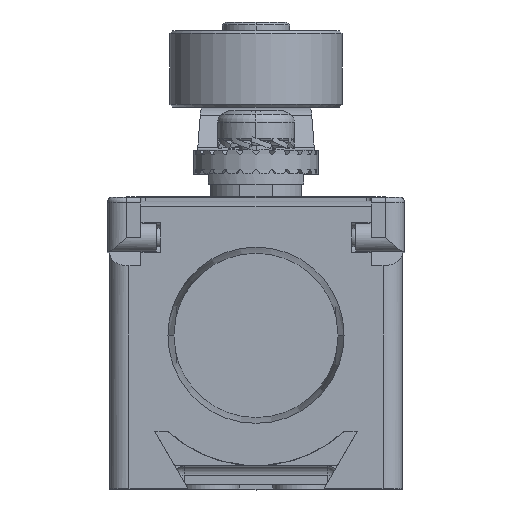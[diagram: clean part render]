
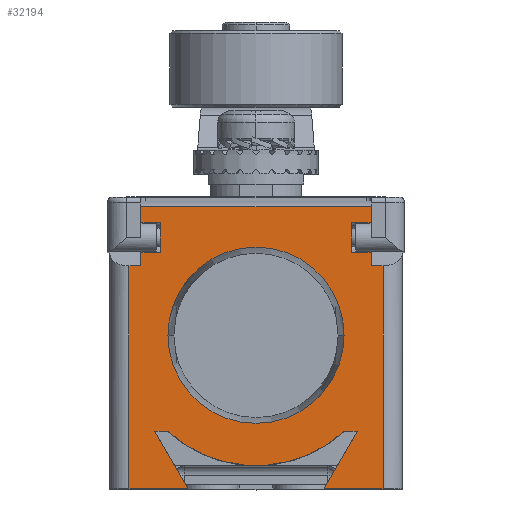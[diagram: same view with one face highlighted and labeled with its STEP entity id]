
A CAD part, top view. The second image highlights one B-rep face of the part: STEP entity #32194.
In plain terms, the highlighted planar face has unit normal (0, 0, 1).
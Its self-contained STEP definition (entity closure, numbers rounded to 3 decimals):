
#6666=CARTESIAN_POINT('',(13.25,13.256,62.));
#6955=DIRECTION('',(-1.,0.,0.));
#6956=VECTOR('',#6955,24.);
#6957=CARTESIAN_POINT('',(12.,19.431,62.));
#6958=LINE('',#6957,#6956);
#7209=DIRECTION('',(1.,0.,0.));
#7210=VECTOR('',#7209,2.);
#7211=CARTESIAN_POINT('',(10.,17.75,62.));
#7212=LINE('',#7211,#7210);
#7227=DIRECTION('',(0.,1.,0.));
#7228=VECTOR('',#7227,3.1);
#7229=CARTESIAN_POINT('',(10.,14.65,62.));
#7230=LINE('',#7229,#7228);
#7241=DIRECTION('',(-1.,0.,0.));
#7242=VECTOR('',#7241,2.);
#7243=CARTESIAN_POINT('',(12.,14.65,62.));
#7244=LINE('',#7243,#7242);
#7245=DIRECTION('',(0.,1.,0.));
#7246=VECTOR('',#7245,1.394);
#7247=CARTESIAN_POINT('',(12.,13.256,62.));
#7248=LINE('',#7247,#7246);
#7262=DIRECTION('',(0.5,-0.866,0.));
#7263=VECTOR('',#7262,6.928);
#7264=CARTESIAN_POINT('',(-10.564,-4.,62.));
#7265=LINE('',#7264,#7263);
#7266=DIRECTION('',(-1.,0.,0.));
#7267=VECTOR('',#7266,6.15);
#7268=CARTESIAN_POINT('',(-7.1,-10.,62.));
#7269=LINE('',#7268,#7267);
#7270=DIRECTION('',(0.,1.,0.));
#7271=VECTOR('',#7270,1.394);
#7272=CARTESIAN_POINT('',(-12.,13.256,62.));
#7273=LINE('',#7272,#7271);
#7274=DIRECTION('',(0.,1.,0.));
#7275=VECTOR('',#7274,1.681);
#7276=CARTESIAN_POINT('',(-12.,17.75,62.));
#7277=LINE('',#7276,#7275);
#7278=DIRECTION('',(1.,0.,0.));
#7279=VECTOR('',#7278,1.25);
#7280=CARTESIAN_POINT('',(12.,13.256,62.));
#7281=LINE('',#7280,#7279);
#7282=DIRECTION('',(-1.,0.,0.));
#7283=VECTOR('',#7282,6.15);
#7284=CARTESIAN_POINT('',(13.25,-10.,62.));
#7285=LINE('',#7284,#7283);
#7286=DIRECTION('',(0.5,0.866,0.));
#7287=VECTOR('',#7286,6.928);
#7288=CARTESIAN_POINT('',(7.1,-10.,62.));
#7289=LINE('',#7288,#7287);
#7290=CARTESIAN_POINT('',(0.,6.,62.));
#7291=DIRECTION('',(0.,0.,-1.));
#7292=DIRECTION('',(0.678,-0.735,0.));
#7293=AXIS2_PLACEMENT_3D('',#7290,#7291,#7292);
#7295=CARTESIAN_POINT('',(0.,6.,62.));
#7296=DIRECTION('',(0.,0.,1.));
#7297=DIRECTION('',(1.,0.,0.));
#7298=AXIS2_PLACEMENT_3D('',#7295,#7296,#7297);
#7304=CARTESIAN_POINT('',(0.,6.,62.));
#7305=DIRECTION('',(0.,0.,1.));
#7306=DIRECTION('',(-1.,0.,0.));
#7307=AXIS2_PLACEMENT_3D('',#7304,#7305,#7306);
#7341=DIRECTION('',(1.,0.,0.));
#7342=VECTOR('',#7341,1.347);
#7343=CARTESIAN_POINT('',(-10.564,-4.,62.));
#7344=LINE('',#7343,#7342);
#8212=DIRECTION('',(1.,0.,0.));
#8213=VECTOR('',#8212,2.);
#8214=CARTESIAN_POINT('',(-12.,17.75,62.));
#8215=LINE('',#8214,#8213);
#8230=DIRECTION('',(0.,-1.,0.));
#8231=VECTOR('',#8230,3.1);
#8232=CARTESIAN_POINT('',(-10.,17.75,62.));
#8233=LINE('',#8232,#8231);
#8252=DIRECTION('',(-1.,0.,0.));
#8253=VECTOR('',#8252,2.);
#8254=CARTESIAN_POINT('',(-10.,14.65,62.));
#8255=LINE('',#8254,#8253);
#8269=DIRECTION('',(-1.,0.,0.));
#8270=VECTOR('',#8269,1.25);
#8271=CARTESIAN_POINT('',(-12.,13.256,62.));
#8272=LINE('',#8271,#8270);
#8335=DIRECTION('',(0.,-1.,0.));
#8336=VECTOR('',#8335,23.256);
#8337=CARTESIAN_POINT('',(-13.25,13.256,62.));
#8338=LINE('',#8337,#8336);
#9707=DIRECTION('',(1.,0.,0.));
#9708=VECTOR('',#9707,1.347);
#9709=CARTESIAN_POINT('',(9.217,-4.,62.));
#9710=LINE('',#9709,#9708);
#9728=DIRECTION('',(0.,1.,0.));
#9729=VECTOR('',#9728,23.256);
#9730=CARTESIAN_POINT('',(13.25,-10.,62.));
#9731=LINE('',#9730,#9729);
#9784=DIRECTION('',(0.,1.,0.));
#9785=VECTOR('',#9784,1.681);
#9786=CARTESIAN_POINT('',(12.,17.75,62.));
#9787=LINE('',#9786,#9785);
#20230=VERTEX_POINT('',#6666);
#20231=CARTESIAN_POINT('',(12.,13.256,62.));
#20232=VERTEX_POINT('',#20231);
#20375=CARTESIAN_POINT('',(-12.,19.431,62.));
#20376=VERTEX_POINT('',#20375);
#20377=CARTESIAN_POINT('',(-12.,17.75,62.));
#20378=VERTEX_POINT('',#20377);
#20389=CARTESIAN_POINT('',(12.,19.431,62.));
#20390=VERTEX_POINT('',#20389);
#20447=CARTESIAN_POINT('',(10.,17.75,62.));
#20448=VERTEX_POINT('',#20447);
#20449=CARTESIAN_POINT('',(12.,17.75,62.));
#20450=VERTEX_POINT('',#20449);
#20451=CARTESIAN_POINT('',(10.,14.65,62.));
#20452=VERTEX_POINT('',#20451);
#20457=CARTESIAN_POINT('',(12.,14.65,62.));
#20458=VERTEX_POINT('',#20457);
#20459=CARTESIAN_POINT('',(-10.564,-4.,62.));
#20460=CARTESIAN_POINT('',(-9.217,-4.,62.));
#20461=VERTEX_POINT('',#20459);
#20462=VERTEX_POINT('',#20460);
#20463=CARTESIAN_POINT('',(-7.1,-10.,62.));
#20464=VERTEX_POINT('',#20463);
#20465=CARTESIAN_POINT('',(-13.25,-10.,62.));
#20466=VERTEX_POINT('',#20465);
#20467=CARTESIAN_POINT('',(-13.25,13.256,62.));
#20468=VERTEX_POINT('',#20467);
#20469=CARTESIAN_POINT('',(-12.,13.256,62.));
#20470=VERTEX_POINT('',#20469);
#20471=CARTESIAN_POINT('',(-12.,14.65,62.));
#20472=VERTEX_POINT('',#20471);
#20473=CARTESIAN_POINT('',(-10.,14.65,62.));
#20474=VERTEX_POINT('',#20473);
#20475=CARTESIAN_POINT('',(-10.,17.75,62.));
#20476=VERTEX_POINT('',#20475);
#20477=CARTESIAN_POINT('',(13.25,-10.,62.));
#20478=VERTEX_POINT('',#20477);
#20479=CARTESIAN_POINT('',(7.1,-10.,62.));
#20480=VERTEX_POINT('',#20479);
#20481=CARTESIAN_POINT('',(10.564,-4.,62.));
#20482=VERTEX_POINT('',#20481);
#20483=CARTESIAN_POINT('',(9.217,-4.,62.));
#20484=VERTEX_POINT('',#20483);
#22470=CARTESIAN_POINT('',(9.19,6.,62.));
#22471=CARTESIAN_POINT('',(-9.19,6.,62.));
#22472=VERTEX_POINT('',#22470);
#22473=VERTEX_POINT('',#22471);
#32144=CARTESIAN_POINT('',(-15.25,-10.,62.));
#32145=DIRECTION('',(0.,0.,1.));
#32146=DIRECTION('',(1.,0.,0.));
#32147=AXIS2_PLACEMENT_3D('',#32144,#32145,#32146);
#32148=PLANE('',#32147);
#32150=ORIENTED_EDGE('',*,*,#32149,.F.);
#32152=ORIENTED_EDGE('',*,*,#32151,.T.);
#32154=ORIENTED_EDGE('',*,*,#32153,.T.);
#32156=ORIENTED_EDGE('',*,*,#32155,.F.);
#32158=ORIENTED_EDGE('',*,*,#32157,.F.);
#32160=ORIENTED_EDGE('',*,*,#32159,.T.);
#32162=ORIENTED_EDGE('',*,*,#32161,.F.);
#32164=ORIENTED_EDGE('',*,*,#32163,.F.);
#32166=ORIENTED_EDGE('',*,*,#32165,.F.);
#32167=ORIENTED_EDGE('',*,*,#31728,.T.);
#32168=ORIENTED_EDGE('',*,*,#31752,.F.);
#32170=ORIENTED_EDGE('',*,*,#32169,.F.);
#32171=ORIENTED_EDGE('',*,*,#32089,.F.);
#32172=ORIENTED_EDGE('',*,*,#32106,.F.);
#32173=ORIENTED_EDGE('',*,*,#32124,.F.);
#32174=ORIENTED_EDGE('',*,*,#32136,.F.);
#32175=ORIENTED_EDGE('',*,*,#31339,.T.);
#32177=ORIENTED_EDGE('',*,*,#32176,.F.);
#32179=ORIENTED_EDGE('',*,*,#32178,.T.);
#32181=ORIENTED_EDGE('',*,*,#32180,.T.);
#32183=ORIENTED_EDGE('',*,*,#32182,.F.);
#32185=ORIENTED_EDGE('',*,*,#32184,.T.);
#32186=EDGE_LOOP('',(#32150,#32152,#32154,#32156,#32158,#32160,#32162,#32164,
#32166,#32167,#32168,#32170,#32171,#32172,#32173,#32174,#32175,#32177,#32179,
#32181,#32183,#32185));
#32187=FACE_OUTER_BOUND('',#32186,.F.);
#32189=ORIENTED_EDGE('',*,*,#32188,.T.);
#32191=ORIENTED_EDGE('',*,*,#32190,.T.);
#32192=EDGE_LOOP('',(#32189,#32191));
#32193=FACE_BOUND('',#32192,.F.);
#32194=ADVANCED_FACE('',(#32187,#32193),#32148,.T.);
#7294=CIRCLE('',#7293,13.6);
#7299=CIRCLE('',#7298,9.19);
#7308=CIRCLE('',#7307,9.19);
#31339=EDGE_CURVE('',#20232,#20230,#7281,.T.);
#31728=EDGE_CURVE('',#20378,#20376,#7277,.T.);
#31752=EDGE_CURVE('',#20390,#20376,#6958,.T.);
#32089=EDGE_CURVE('',#20448,#20450,#7212,.T.);
#32106=EDGE_CURVE('',#20452,#20448,#7230,.T.);
#32124=EDGE_CURVE('',#20458,#20452,#7244,.T.);
#32136=EDGE_CURVE('',#20232,#20458,#7248,.T.);
#32149=EDGE_CURVE('',#20461,#20462,#7344,.T.);
#32151=EDGE_CURVE('',#20461,#20464,#7265,.T.);
#32153=EDGE_CURVE('',#20464,#20466,#7269,.T.);
#32155=EDGE_CURVE('',#20468,#20466,#8338,.T.);
#32157=EDGE_CURVE('',#20470,#20468,#8272,.T.);
#32159=EDGE_CURVE('',#20470,#20472,#7273,.T.);
#32161=EDGE_CURVE('',#20474,#20472,#8255,.T.);
#32163=EDGE_CURVE('',#20476,#20474,#8233,.T.);
#32165=EDGE_CURVE('',#20378,#20476,#8215,.T.);
#32169=EDGE_CURVE('',#20450,#20390,#9787,.T.);
#32176=EDGE_CURVE('',#20478,#20230,#9731,.T.);
#32178=EDGE_CURVE('',#20478,#20480,#7285,.T.);
#32180=EDGE_CURVE('',#20480,#20482,#7289,.T.);
#32182=EDGE_CURVE('',#20484,#20482,#9710,.T.);
#32184=EDGE_CURVE('',#20484,#20462,#7294,.T.);
#32188=EDGE_CURVE('',#22472,#22473,#7299,.T.);
#32190=EDGE_CURVE('',#22473,#22472,#7308,.T.);
